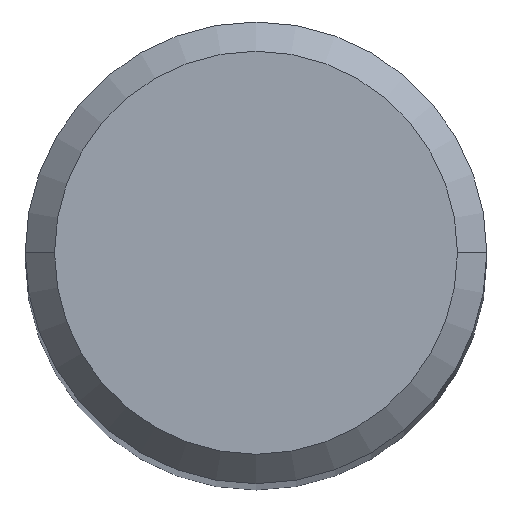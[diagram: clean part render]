
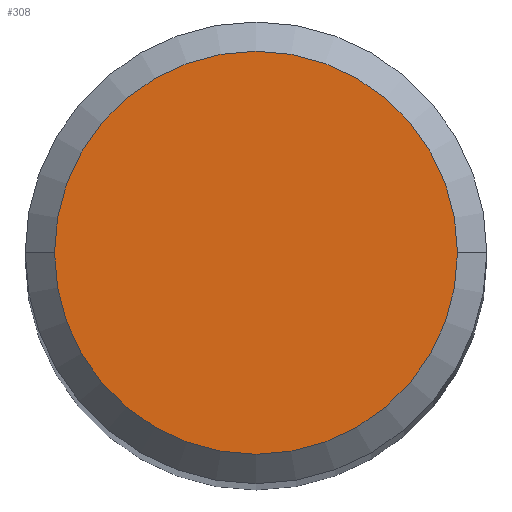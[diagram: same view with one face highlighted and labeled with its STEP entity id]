
A CAD part, top view. The second image highlights one B-rep face of the part: STEP entity #308.
In plain terms, the highlighted planar face has unit normal (0, 0, 1).
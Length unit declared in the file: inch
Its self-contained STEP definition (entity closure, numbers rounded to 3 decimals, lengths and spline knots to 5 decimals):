
#25 = PLANE ( 'NONE',  #158 ) ;
#31 = EDGE_LOOP ( 'NONE', ( #91, #257 ) ) ;
#56 = CARTESIAN_POINT ( 'NONE',  ( 0., 0., 2.24409 ) ) ;
#80 = FACE_OUTER_BOUND ( 'NONE', #31, .T. ) ;
#91 = ORIENTED_EDGE ( 'NONE', *, *, #247, .T. ) ;
#107 = DIRECTION ( 'NONE',  ( 0., 0., 1. ) ) ;
#119 = CARTESIAN_POINT ( 'NONE',  ( 0.10311, 0., 2.24409 ) ) ;
#126 = AXIS2_PLACEMENT_3D ( 'NONE', #256, #107, #227 ) ;
#158 = AXIS2_PLACEMENT_3D ( 'NONE', #56, #179, #229 ) ;
#169 = EDGE_CURVE ( 'NONE', #231, #187, #290, .T. ) ;
#179 = DIRECTION ( 'NONE',  ( 0., 0., 1. ) ) ;
#187 = VERTEX_POINT ( 'NONE', #367 ) ;
#227 = DIRECTION ( 'NONE',  ( 1., 0., 0. ) ) ;
#229 = DIRECTION ( 'NONE',  ( 1., 0., 0. ) ) ;
#231 = VERTEX_POINT ( 'NONE', #119 ) ;
#237 = AXIS2_PLACEMENT_3D ( 'NONE', #320, #344, #371 ) ;
#247 = EDGE_CURVE ( 'NONE', #187, #231, #273, .T. ) ;
#256 = CARTESIAN_POINT ( 'NONE',  ( 0., 0., 2.24409 ) ) ;
#257 = ORIENTED_EDGE ( 'NONE', *, *, #169, .T. ) ;
#273 = CIRCLE ( 'NONE', #237, 0.10311 ) ;
#290 = CIRCLE ( 'NONE', #126, 0.10311 ) ;
#308 = ADVANCED_FACE ( 'NONE', ( #80 ), #25, .T. ) ;
#320 = CARTESIAN_POINT ( 'NONE',  ( 0., 0., 2.24409 ) ) ;
#344 = DIRECTION ( 'NONE',  ( 0., 0., 1. ) ) ;
#367 = CARTESIAN_POINT ( 'NONE',  ( -0.10311, 0., 2.24409 ) ) ;
#371 = DIRECTION ( 'NONE',  ( 1., 0., 0. ) ) ;
